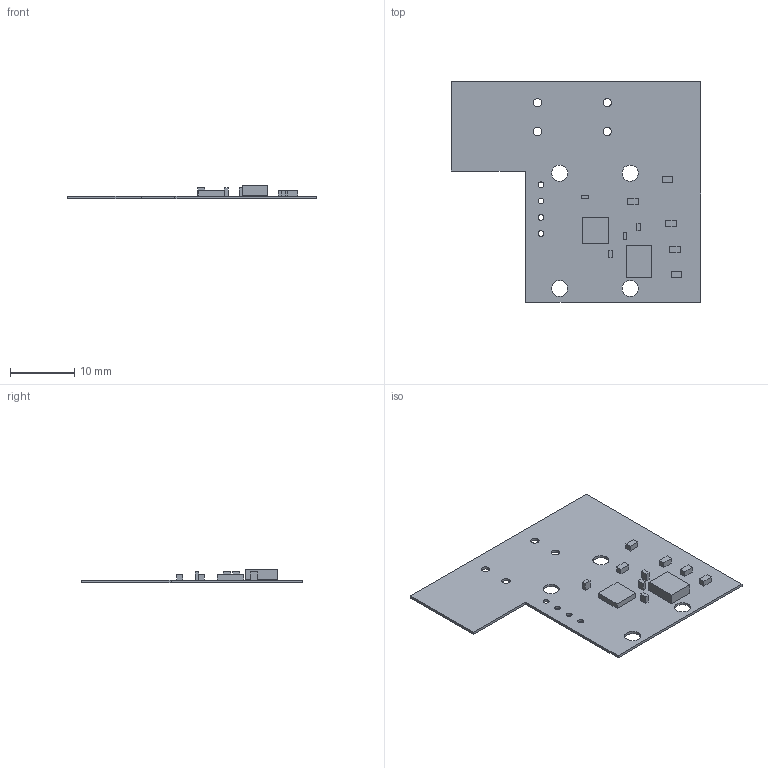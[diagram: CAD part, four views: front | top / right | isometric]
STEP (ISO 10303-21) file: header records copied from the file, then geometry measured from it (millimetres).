
FILE_DESCRIPTION(('Open CASCADE Model'),'2;1');
FILE_NAME('Open CASCADE Shape Model','2017-07-27T02:49:18',('Author'),( 'Open CASCADE'),'Open CASCADE STEP processor 6.8','Open CASCADE 6.8' ,'Unknown');
FILE_SCHEMA(('AUTOMOTIVE_DESIGN { 1 0 10303 214 1 1 1 1 }'));
Length unit declared in the file: millimetre
Products named in the file (1): PCB
Bounding box: 38.89 x 34.39 x 2.16 mm (x, y, z)
Volume: 500.7 mm3; surface area: 2414 mm2
Topology: 12 solids, 12 shells, 87 faces, 189 edges, 126 vertices
Faces by surface type: plane 75, cylinder 12
Full cylindrical faces by diameter (mm): 0.9 x4, 1.3 x4, 2.5 x4
Entity records: 2470 total; most frequent: CARTESIAN_POINT 403, DIRECTION 389, ORIENTED_EDGE 378, EDGE_CURVE 189, LINE 165, VECTOR 165, VERTEX_POINT 126, AXIS2_PLACEMENT_3D 112
